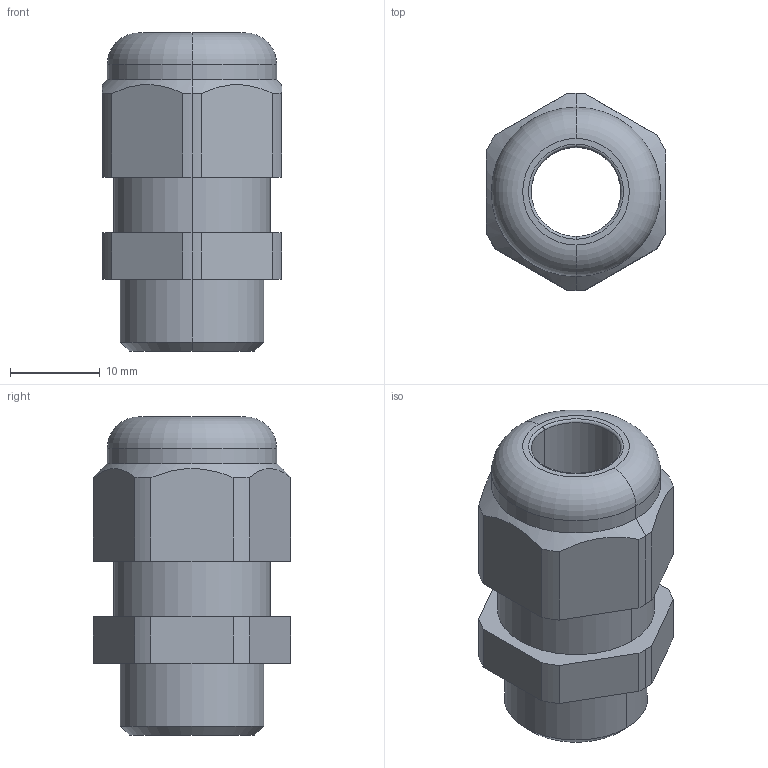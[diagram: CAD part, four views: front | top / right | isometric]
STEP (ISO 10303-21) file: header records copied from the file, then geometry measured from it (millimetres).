
FILE_DESCRIPTION(('STEP AP203'),'1');
FILE_NAME('1690613.stp','2020-11-20T14:25:42',('TraceParts'),('TraceParts S.A.'),'Spatial InterOp 3D',' ',' ');
FILE_SCHEMA(('CONFIG_CONTROL_DESIGN'));
Length unit declared in the file: millimetre
Products named in the file (1): 1
Bounding box: 20 x 22 x 35.5 mm (x, y, z)
Volume: 7090.5 mm3; surface area: 3814.7 mm2
Topology: 1 solids, 1 shells, 49 faces, 122 edges, 78 vertices
Faces by surface type: cylinder 24, plane 17, cone 4, torus 4
Entity records: 1960 total; most frequent: CARTESIAN_POINT 700, DIRECTION 274, ORIENTED_EDGE 244, EDGE_CURVE 122, AXIS2_PLACEMENT_3D 108, VERTEX_POINT 78, LINE 58, CIRCLE 58
